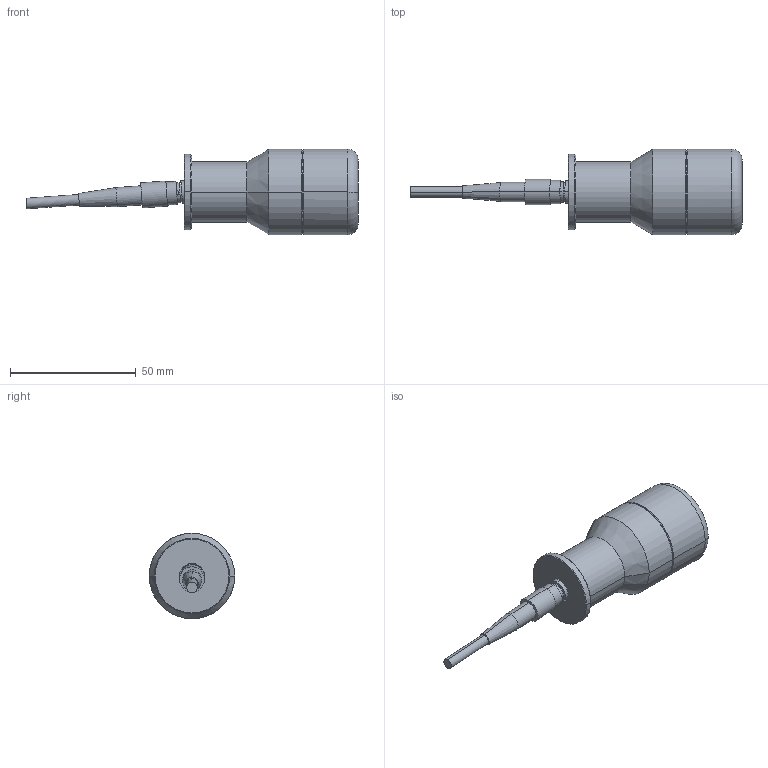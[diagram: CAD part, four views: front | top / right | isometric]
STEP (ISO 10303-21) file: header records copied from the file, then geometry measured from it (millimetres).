
FILE_DESCRIPTION((''),'2;1');
FILE_NAME('PRT0004','2022-03-25T',('EDY'),(''),'CREO PARAMETRIC BY PTC INC, 2018070','CREO PARAMETRIC BY PTC INC, 2018070','');
FILE_SCHEMA(('CONFIG_CONTROL_DESIGN'));
Length unit declared in the file: millimetre
Products named in the file (1): PRT0004
Bounding box: 132.17 x 34 x 34 mm (x, y, z)
Volume: 51850.7 mm3; surface area: 10316.4 mm2
Topology: 2 solids, 3 shells, 224 faces, 608 edges, 403 vertices
Faces by surface type: plane 119, cylinder 53, extrusion 31, cone 19, torus 2
Entity records: 10068 total; most frequent: CARTESIAN_POINT 2552, ORIENTED_EDGE 1234, DIRECTION 1165, EDGE_CURVE 617, VERTEX_POINT 412, AXIS2_PLACEMENT_3D 394, VECTOR 377, LINE 346
